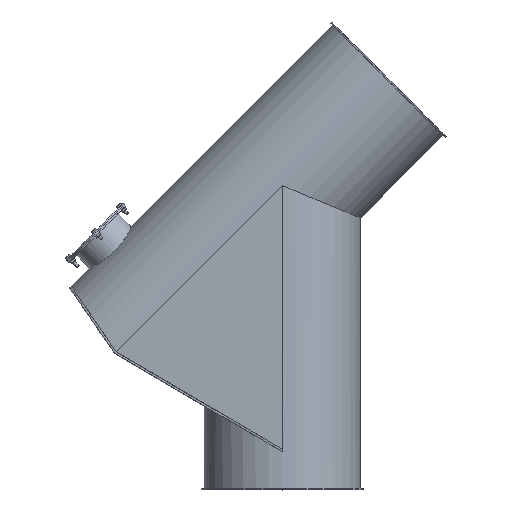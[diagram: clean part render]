
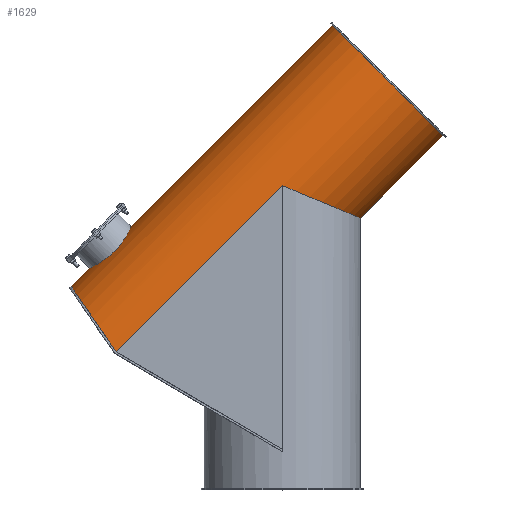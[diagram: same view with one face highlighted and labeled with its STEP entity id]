
A CAD part, top view. The second image highlights one B-rep face of the part: STEP entity #1629.
In plain terms, the highlighted cylindrical face has radius 152.5 mm (diameter 305 mm), a full revolution.
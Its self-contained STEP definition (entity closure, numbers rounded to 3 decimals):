
#134=B_SPLINE_CURVE_WITH_KNOTS('',3,(#2790,#2791,#2792,#2793,#2794,#2795,
#2796,#2797,#2798,#2799,#2800,#2801,#2802,#2803,#2804,#2805,#2806,#2807,
#2808,#2809,#2810,#2811,#2812,#2813,#2814,#2815,#2816,#2817,#2818,#2819,
#2820,#2821,#2822,#2823,#2824,#2825,#2826,#2827,#2828,#2829,#2830,#2831,
#2832,#2833,#2834,#2835,#2836,#2837,#2838,#2839,#2840,#2841,#2842,#2843,
#2844,#2845,#2846,#2847,#2848,#2849,#2850,#2851,#2852,#2853,#2854,#2855),
 .UNSPECIFIED.,.T.,.F.,(4,2,2,2,2,2,2,2,2,2,2,2,2,2,2,2,2,2,2,2,2,2,2,2,
2,2,2,2,2,2,2,2,4),(0.,1.056,2.112,3.169,
4.225,5.281,6.336,7.392,8.447,
9.503,10.558,11.614,12.669,13.726,
14.782,15.838,16.894,17.95,19.007,
20.063,21.119,22.175,23.23,24.286,
25.341,26.397,27.452,28.508,29.564,
30.62,31.676,32.732,33.788),
 .UNSPECIFIED.);
#185=FACE_BOUND('',#480,.T.);
#186=FACE_BOUND('',#481,.T.);
#249=CIRCLE('',#1973,152.5);
#319=CYLINDRICAL_SURFACE('',#1972,152.5);
#359=FACE_OUTER_BOUND('',#479,.T.);
#479=EDGE_LOOP('',(#1208,#1209,#1210,#1211));
#480=EDGE_LOOP('',(#1212));
#481=EDGE_LOOP('',(#1213));
#647=LINE('',#2870,#724);
#650=LINE('',#2882,#727);
#724=VECTOR('',#2224,10.);
#727=VECTOR('',#2239,10.);
#793=ELLIPSE('',#1963,155.097,152.5);
#796=ELLIPSE('',#1970,165.065,152.5);
#816=VERTEX_POINT('',#2789);
#817=VERTEX_POINT('',#2857);
#818=VERTEX_POINT('',#2858);
#822=VERTEX_POINT('',#2868);
#825=VERTEX_POINT('',#2878);
#826=VERTEX_POINT('',#2884);
#968=EDGE_CURVE('',#816,#816,#134,.T.);
#969=EDGE_CURVE('',#817,#818,#793,.T.);
#975=EDGE_CURVE('',#818,#822,#647,.T.);
#979=EDGE_CURVE('',#822,#825,#796,.T.);
#981=EDGE_CURVE('',#825,#817,#650,.T.);
#982=EDGE_CURVE('',#826,#826,#249,.T.);
#1208=ORIENTED_EDGE('',*,*,#969,.T.);
#1209=ORIENTED_EDGE('',*,*,#975,.T.);
#1210=ORIENTED_EDGE('',*,*,#979,.T.);
#1211=ORIENTED_EDGE('',*,*,#981,.T.);
#1212=ORIENTED_EDGE('',*,*,#968,.T.);
#1213=ORIENTED_EDGE('',*,*,#982,.T.);
#1629=ADVANCED_FACE('',(#359,#185,#186),#319,.T.);
#1963=AXIS2_PLACEMENT_3D('',#2859,#2214,#2215);
#1970=AXIS2_PLACEMENT_3D('',#2879,#2234,#2235);
#1972=AXIS2_PLACEMENT_3D('',#2883,#2240,#2241);
#1973=AXIS2_PLACEMENT_3D('',#2885,#2242,#2243);
#2214=DIRECTION('center_axis',(-0.182,-0.983,0.));
#2215=DIRECTION('ref_axis',(-0.983,0.182,0.));
#2224=DIRECTION('',(0.,-1.,0.));
#2234=DIRECTION('center_axis',(0.383,-0.924,0.));
#2235=DIRECTION('ref_axis',(-0.924,-0.383,0.));
#2239=DIRECTION('',(0.,1.,0.));
#2240=DIRECTION('center_axis',(0.,1.,0.));
#2241=DIRECTION('ref_axis',(-1.,0.,0.));
#2242=DIRECTION('center_axis',(0.,1.,0.));
#2243=DIRECTION('ref_axis',(1.,0.,0.));
#2789=CARTESIAN_POINT('',(142.042,617.,55.5));
#2790=CARTESIAN_POINT('Ctrl Pts',(142.042,617.,55.5));
#2791=CARTESIAN_POINT('Ctrl Pts',(142.042,620.521,55.5));
#2792=CARTESIAN_POINT('Ctrl Pts',(142.177,624.15,55.16));
#2793=CARTESIAN_POINT('Ctrl Pts',(142.72,631.348,53.739));
#2794=CARTESIAN_POINT('Ctrl Pts',(143.128,634.916,52.659));
#2795=CARTESIAN_POINT('Ctrl Pts',(144.141,641.741,49.817));
#2796=CARTESIAN_POINT('Ctrl Pts',(144.747,645.005,48.054));
#2797=CARTESIAN_POINT('Ctrl Pts',(146.033,651.033,43.991));
#2798=CARTESIAN_POINT('Ctrl Pts',(146.712,653.798,41.691));
#2799=CARTESIAN_POINT('Ctrl Pts',(148.015,658.689,36.799));
#2800=CARTESIAN_POINT('Ctrl Pts',(148.685,660.989,34.036));
#2801=CARTESIAN_POINT('Ctrl Pts',(149.938,665.053,28.007));
#2802=CARTESIAN_POINT('Ctrl Pts',(150.519,666.817,24.742));
#2803=CARTESIAN_POINT('Ctrl Pts',(151.483,669.659,17.914));
#2804=CARTESIAN_POINT('Ctrl Pts',(151.867,670.74,14.345));
#2805=CARTESIAN_POINT('Ctrl Pts',(152.375,672.16,7.147));
#2806=CARTESIAN_POINT('Ctrl Pts',(152.5,672.5,3.518));
#2807=CARTESIAN_POINT('Ctrl Pts',(152.5,672.5,-3.518));
#2808=CARTESIAN_POINT('Ctrl Pts',(152.375,672.16,-7.147));
#2809=CARTESIAN_POINT('Ctrl Pts',(151.867,670.74,-14.345));
#2810=CARTESIAN_POINT('Ctrl Pts',(151.483,669.659,-17.914));
#2811=CARTESIAN_POINT('Ctrl Pts',(150.519,666.817,-24.742));
#2812=CARTESIAN_POINT('Ctrl Pts',(149.938,665.053,-28.007));
#2813=CARTESIAN_POINT('Ctrl Pts',(148.685,660.989,-34.036));
#2814=CARTESIAN_POINT('Ctrl Pts',(148.015,658.689,-36.799));
#2815=CARTESIAN_POINT('Ctrl Pts',(146.712,653.798,-41.691));
#2816=CARTESIAN_POINT('Ctrl Pts',(146.033,651.033,-43.991));
#2817=CARTESIAN_POINT('Ctrl Pts',(144.747,645.005,-48.054));
#2818=CARTESIAN_POINT('Ctrl Pts',(144.141,641.741,-49.817));
#2819=CARTESIAN_POINT('Ctrl Pts',(143.128,634.916,-52.659));
#2820=CARTESIAN_POINT('Ctrl Pts',(142.72,631.348,-53.739));
#2821=CARTESIAN_POINT('Ctrl Pts',(142.177,624.15,-55.16));
#2822=CARTESIAN_POINT('Ctrl Pts',(142.042,620.521,-55.5));
#2823=CARTESIAN_POINT('Ctrl Pts',(142.042,613.479,-55.5));
#2824=CARTESIAN_POINT('Ctrl Pts',(142.177,609.85,-55.16));
#2825=CARTESIAN_POINT('Ctrl Pts',(142.72,602.652,-53.739));
#2826=CARTESIAN_POINT('Ctrl Pts',(143.128,599.084,-52.659));
#2827=CARTESIAN_POINT('Ctrl Pts',(144.141,592.259,-49.817));
#2828=CARTESIAN_POINT('Ctrl Pts',(144.747,588.995,-48.054));
#2829=CARTESIAN_POINT('Ctrl Pts',(146.033,582.967,-43.991));
#2830=CARTESIAN_POINT('Ctrl Pts',(146.712,580.202,-41.691));
#2831=CARTESIAN_POINT('Ctrl Pts',(148.015,575.311,-36.799));
#2832=CARTESIAN_POINT('Ctrl Pts',(148.685,573.011,-34.036));
#2833=CARTESIAN_POINT('Ctrl Pts',(149.938,568.947,-28.007));
#2834=CARTESIAN_POINT('Ctrl Pts',(150.519,567.183,-24.742));
#2835=CARTESIAN_POINT('Ctrl Pts',(151.483,564.341,-17.914));
#2836=CARTESIAN_POINT('Ctrl Pts',(151.867,563.26,-14.345));
#2837=CARTESIAN_POINT('Ctrl Pts',(152.375,561.84,-7.147));
#2838=CARTESIAN_POINT('Ctrl Pts',(152.5,561.5,-3.518));
#2839=CARTESIAN_POINT('Ctrl Pts',(152.5,561.5,3.518));
#2840=CARTESIAN_POINT('Ctrl Pts',(152.375,561.84,7.147));
#2841=CARTESIAN_POINT('Ctrl Pts',(151.867,563.26,14.345));
#2842=CARTESIAN_POINT('Ctrl Pts',(151.483,564.341,17.914));
#2843=CARTESIAN_POINT('Ctrl Pts',(150.519,567.183,24.742));
#2844=CARTESIAN_POINT('Ctrl Pts',(149.938,568.947,28.007));
#2845=CARTESIAN_POINT('Ctrl Pts',(148.685,573.011,34.036));
#2846=CARTESIAN_POINT('Ctrl Pts',(148.015,575.311,36.799));
#2847=CARTESIAN_POINT('Ctrl Pts',(146.712,580.202,41.691));
#2848=CARTESIAN_POINT('Ctrl Pts',(146.033,582.967,43.991));
#2849=CARTESIAN_POINT('Ctrl Pts',(144.747,588.995,48.054));
#2850=CARTESIAN_POINT('Ctrl Pts',(144.141,592.259,49.817));
#2851=CARTESIAN_POINT('Ctrl Pts',(143.128,599.084,52.659));
#2852=CARTESIAN_POINT('Ctrl Pts',(142.72,602.652,53.739));
#2853=CARTESIAN_POINT('Ctrl Pts',(142.177,609.85,55.16));
#2854=CARTESIAN_POINT('Ctrl Pts',(142.042,613.479,55.5));
#2855=CARTESIAN_POINT('Ctrl Pts',(142.042,617.,55.5));
#2857=CARTESIAN_POINT('',(0.,753.13,-152.5));
#2858=CARTESIAN_POINT('',(0.,753.13,152.5));
#2859=CARTESIAN_POINT('Origin',(0.,753.13,0.));
#2868=CARTESIAN_POINT('',(0.,294.,152.5));
#2870=CARTESIAN_POINT('',(0.,251.5,152.5));
#2878=CARTESIAN_POINT('',(0.,294.,-152.5));
#2879=CARTESIAN_POINT('Origin',(0.,294.,0.));
#2882=CARTESIAN_POINT('',(0.,251.5,-152.5));
#2883=CARTESIAN_POINT('Origin',(0.,251.5,0.));
#2884=CARTESIAN_POINT('',(-152.5,3.,0.));
#2885=CARTESIAN_POINT('Origin',(0.,3.,0.));
